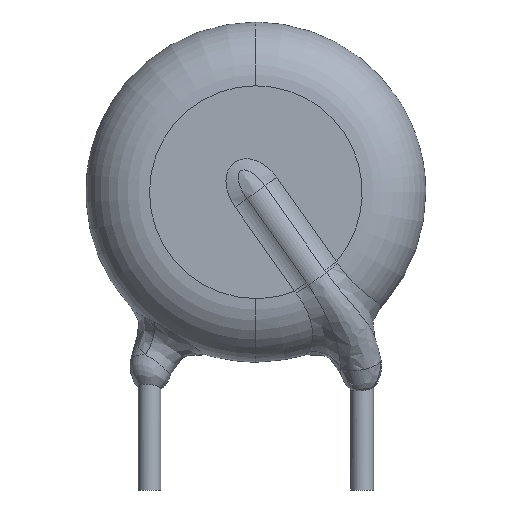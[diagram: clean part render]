
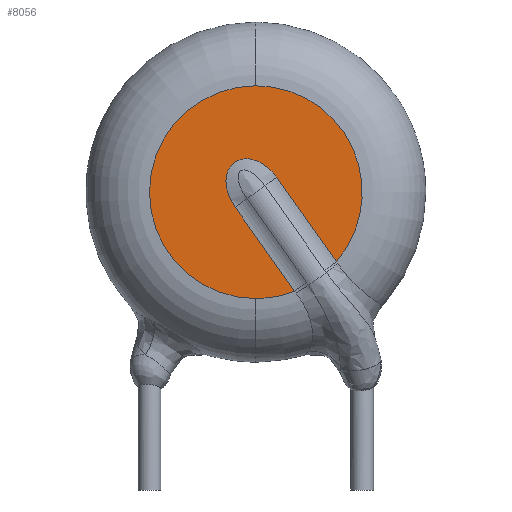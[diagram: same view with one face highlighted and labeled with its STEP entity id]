
A CAD part, front view. The second image highlights one B-rep face of the part: STEP entity #8056.
In plain terms, the highlighted planar face has unit normal (0, -1, 0).
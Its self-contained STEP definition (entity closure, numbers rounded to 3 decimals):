
#35 = CARTESIAN_POINT ( 'NONE',  ( 2.841, -2.25, 4.552 ) ) ;
#477 = VERTEX_POINT ( 'NONE', #35 ) ;
#804 = CARTESIAN_POINT ( 'NONE',  ( 0., -2.25, 3.25 ) ) ;
#818 = AXIS2_PLACEMENT_3D ( 'NONE', #13174, #10322, #1872 ) ;
#1140 = EDGE_CURVE ( 'NONE', #13232, #12294, #8327, .T. ) ;
#1598 = VECTOR ( 'NONE', #7115, 1000. ) ;
#1647 = VERTEX_POINT ( 'NONE', #1893 ) ;
#1872 = DIRECTION ( 'NONE',  ( 0., 0., 1. ) ) ;
#1890 = CIRCLE ( 'NONE', #818, 3.75 ) ;
#1893 = CARTESIAN_POINT ( 'NONE',  ( -0.735, -2.25, 6.479 ) ) ;
#1950 = CARTESIAN_POINT ( 'NONE',  ( -0.82, -2.25, 6.597 ) ) ;
#2217 = CIRCLE ( 'NONE', #2493, 3.75 ) ;
#2493 = AXIS2_PLACEMENT_3D ( 'NONE', #10388, #15477, #5518 ) ;
#2564 = DIRECTION ( 'NONE',  ( 0., 0., 1. ) ) ;
#2964 = ORIENTED_EDGE ( 'NONE', *, *, #6562, .T. ) ;
#3297 = EDGE_CURVE ( 'NONE', #13666, #1647, #13522, .T. ) ;
#3445 = CARTESIAN_POINT ( 'NONE',  ( 0.651, -2.25, 7.64 ) ) ;
#3614 = CARTESIAN_POINT ( 'NONE',  ( -1.036, -2.25, 7.133 ) ) ;
#3695 = CARTESIAN_POINT ( 'NONE',  ( -1.063, -2.25, 7.421 ) ) ;
#3842 = EDGE_CURVE ( 'NONE', #13666, #13232, #1890, .T. ) ;
#4251 = CARTESIAN_POINT ( 'NONE',  ( 1.37, -2.25, 3.509 ) ) ;
#4675 = B_SPLINE_CURVE_WITH_KNOTS ( 'NONE', 3,
 ( #13323, #1950, #6997, #14972, #3614, #3695, #12474, #10984, #6170, #4855, #16038, #8718, #7250, #14812, #12218, #13825, #3445, #12309 ),
 .UNSPECIFIED., .F., .F.,
 ( 4, 2, 2, 2, 2, 2, 2, 2, 4 ),
 ( 0., 0., 0.001, 0.001, 0.002, 0.002, 0.003, 0.003, 0.003 ),
 .UNSPECIFIED. ) ;
#4730 = DIRECTION ( 'NONE',  ( 0., 1., 0. ) ) ;
#4855 = CARTESIAN_POINT ( 'NONE',  ( -0.632, -2.25, 8.136 ) ) ;
#5282 = CARTESIAN_POINT ( 'NONE',  ( 0., -2.25, 7. ) ) ;
#5495 = CARTESIAN_POINT ( 'NONE',  ( 0., -2.25, 10.75 ) ) ;
#5518 = DIRECTION ( 'NONE',  ( 0., 0., 1. ) ) ;
#5992 = VERTEX_POINT ( 'NONE', #8045 ) ;
#6170 = CARTESIAN_POINT ( 'NONE',  ( -0.869, -2.25, 7.969 ) ) ;
#6562 = EDGE_CURVE ( 'NONE', #1647, #5992, #4675, .T. ) ;
#6897 = EDGE_CURVE ( 'NONE', #5992, #477, #7063, .T. ) ;
#6997 = CARTESIAN_POINT ( 'NONE',  ( -0.89, -2.25, 6.723 ) ) ;
#7063 = LINE ( 'NONE', #12197, #8123 ) ;
#7115 = DIRECTION ( 'NONE',  ( -0.578, 0., 0.816 ) ) ;
#7250 = CARTESIAN_POINT ( 'NONE',  ( -0.05, -2.25, 8.14 ) ) ;
#7997 = ORIENTED_EDGE ( 'NONE', *, *, #3842, .F. ) ;
#8045 = CARTESIAN_POINT ( 'NONE',  ( 0.735, -2.25, 7.521 ) ) ;
#8056 = ADVANCED_FACE ( 'NONE', ( #13602 ), #10925, .F. ) ;
#8123 = VECTOR ( 'NONE', #13547, 1000. ) ;
#8207 = ORIENTED_EDGE ( 'NONE', *, *, #3297, .T. ) ;
#8327 = CIRCLE ( 'NONE', #14728, 3.75 ) ;
#8718 = CARTESIAN_POINT ( 'NONE',  ( -0.193, -2.25, 8.177 ) ) ;
#9030 = ORIENTED_EDGE ( 'NONE', *, *, #14591, .F. ) ;
#10238 = DIRECTION ( 'NONE',  ( 0., 1., 0. ) ) ;
#10322 = DIRECTION ( 'NONE',  ( 0., 1., 0. ) ) ;
#10388 = CARTESIAN_POINT ( 'NONE',  ( 0., -2.25, 7. ) ) ;
#10437 = AXIS2_PLACEMENT_3D ( 'NONE', #11018, #4730, #15249 ) ;
#10925 = PLANE ( 'NONE',  #10437 ) ;
#10984 = CARTESIAN_POINT ( 'NONE',  ( -0.956, -2.25, 7.845 ) ) ;
#11018 = CARTESIAN_POINT ( 'NONE',  ( 0., -2.25, 7. ) ) ;
#12197 = CARTESIAN_POINT ( 'NONE',  ( 0.735, -2.25, 7.521 ) ) ;
#12218 = CARTESIAN_POINT ( 'NONE',  ( 0.335, -2.25, 7.94 ) ) ;
#12294 = VERTEX_POINT ( 'NONE', #5495 ) ;
#12309 = CARTESIAN_POINT ( 'NONE',  ( 0.735, -2.25, 7.521 ) ) ;
#12474 = CARTESIAN_POINT ( 'NONE',  ( -1.052, -2.25, 7.569 ) ) ;
#13174 = CARTESIAN_POINT ( 'NONE',  ( 0., -2.25, 7. ) ) ;
#13232 = VERTEX_POINT ( 'NONE', #804 ) ;
#13323 = CARTESIAN_POINT ( 'NONE',  ( -0.735, -2.25, 6.479 ) ) ;
#13522 = LINE ( 'NONE', #15832, #1598 ) ;
#13547 = DIRECTION ( 'NONE',  ( 0.578, 0., -0.816 ) ) ;
#13554 = EDGE_LOOP ( 'NONE', ( #2964, #16027, #9030, #14457, #7997, #8207 ) ) ;
#13602 = FACE_OUTER_BOUND ( 'NONE', #13554, .T. ) ;
#13666 = VERTEX_POINT ( 'NONE', #4251 ) ;
#13825 = CARTESIAN_POINT ( 'NONE',  ( 0.555, -2.25, 7.748 ) ) ;
#14457 = ORIENTED_EDGE ( 'NONE', *, *, #1140, .F. ) ;
#14591 = EDGE_CURVE ( 'NONE', #12294, #477, #2217, .T. ) ;
#14728 = AXIS2_PLACEMENT_3D ( 'NONE', #5282, #10238, #2564 ) ;
#14812 = CARTESIAN_POINT ( 'NONE',  ( 0.215, -2.25, 8.02 ) ) ;
#14972 = CARTESIAN_POINT ( 'NONE',  ( -0.998, -2.25, 6.991 ) ) ;
#15249 = DIRECTION ( 'NONE',  ( 0., 0., 1. ) ) ;
#15477 = DIRECTION ( 'NONE',  ( 0., 1., 0. ) ) ;
#15832 = CARTESIAN_POINT ( 'NONE',  ( -0.735, -2.25, 6.479 ) ) ;
#16027 = ORIENTED_EDGE ( 'NONE', *, *, #6897, .T. ) ;
#16038 = CARTESIAN_POINT ( 'NONE',  ( -0.484, -2.25, 8.177 ) ) ;
